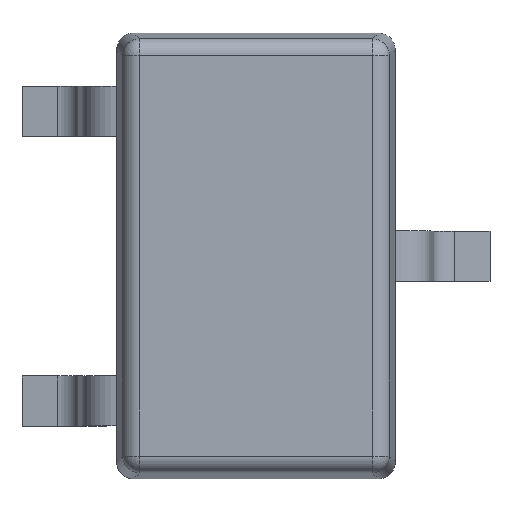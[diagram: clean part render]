
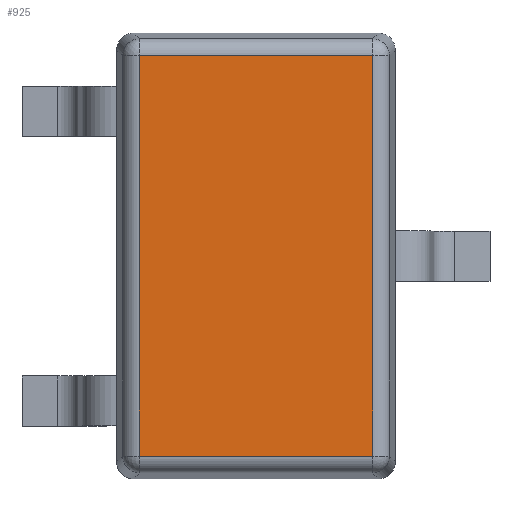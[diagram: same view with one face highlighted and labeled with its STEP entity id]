
A CAD part, top view. The second image highlights one B-rep face of the part: STEP entity #925.
In plain terms, the highlighted face is planar.
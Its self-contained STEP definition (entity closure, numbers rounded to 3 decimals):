
#29=DIRECTION('',(0.,0.,1.));
#30=VECTOR('',#29,1.046);
#31=CARTESIAN_POINT('',(-0.898,0.28,-0.523));
#32=LINE('',#31,#30);
#68=DIRECTION('',(1.,0.,0.));
#69=VECTOR('',#68,1.796);
#70=CARTESIAN_POINT('',(-0.898,0.28,0.523));
#71=LINE('',#70,#69);
#106=DIRECTION('',(0.,0.,-1.));
#107=VECTOR('',#106,1.046);
#108=CARTESIAN_POINT('',(0.898,0.28,0.523));
#109=LINE('',#108,#107);
#314=DIRECTION('',(-1.,0.,0.));
#315=VECTOR('',#314,1.796);
#316=CARTESIAN_POINT('',(0.898,0.28,-0.523));
#317=LINE('',#316,#315);
#798=CARTESIAN_POINT('',(0.898,0.28,0.523));
#799=CARTESIAN_POINT('',(0.898,0.28,-0.523));
#800=VERTEX_POINT('',#798);
#801=VERTEX_POINT('',#799);
#854=CARTESIAN_POINT('',(-0.898,0.28,0.523));
#855=VERTEX_POINT('',#854);
#858=CARTESIAN_POINT('',(-0.898,0.28,-0.523));
#859=VERTEX_POINT('',#858);
#910=CARTESIAN_POINT('',(0.,0.28,0.));
#911=DIRECTION('',(0.,1.,0.));
#912=DIRECTION('',(1.,0.,0.));
#913=AXIS2_PLACEMENT_3D('',#910,#911,#912);
#914=PLANE('',#913);
#916=ORIENTED_EDGE('',*,*,#915,.F.);
#918=ORIENTED_EDGE('',*,*,#917,.F.);
#920=ORIENTED_EDGE('',*,*,#919,.F.);
#922=ORIENTED_EDGE('',*,*,#921,.F.);
#923=EDGE_LOOP('',(#916,#918,#920,#922));
#924=FACE_OUTER_BOUND('',#923,.F.);
#915=EDGE_CURVE('',#859,#855,#32,.T.);
#917=EDGE_CURVE('',#801,#859,#317,.T.);
#919=EDGE_CURVE('',#800,#801,#109,.T.);
#921=EDGE_CURVE('',#855,#800,#71,.T.);
#925=ADVANCED_FACE('',(#924),#914,.T.);
